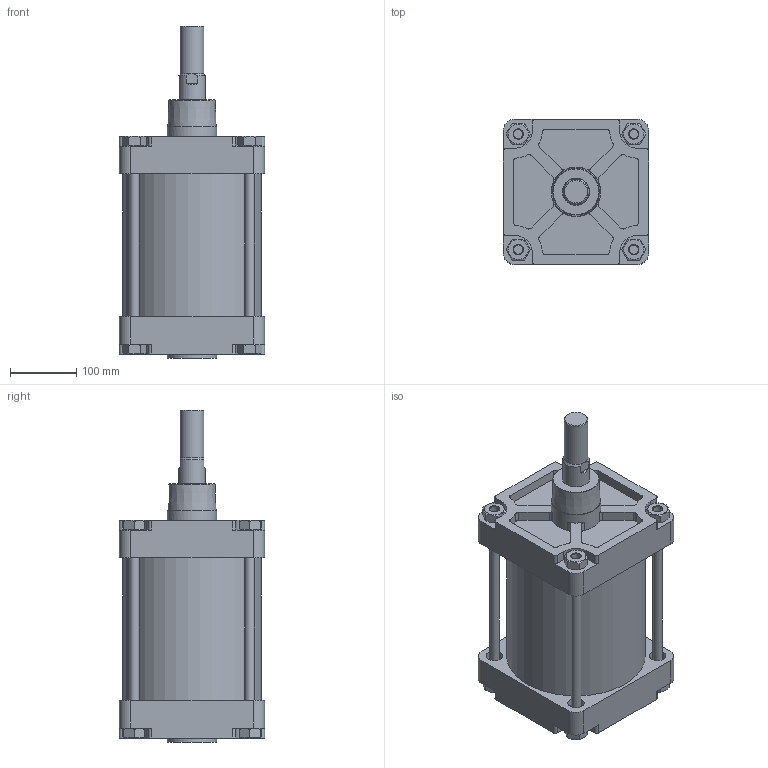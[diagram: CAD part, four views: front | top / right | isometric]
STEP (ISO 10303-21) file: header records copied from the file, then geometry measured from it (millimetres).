
FILE_DESCRIPTION(/* description */ (''),/* implementation_level */ '2;1');
FILE_NAME(/* name */ 'C95SDB200-150.stp',/* time_stamp */ '2018-10-04T15:35:48+10:00',/* author */ ('dwon'),/* organization */ (''),/* preprocessor_version */ 'ST-DEVELOPER v16.13',/* originating_system */ 'Autodesk Inventor 2018',/* authorisation */ '');
FILE_SCHEMA (('AUTOMOTIVE_DESIGN { 1 0 10303 214 3 1 1 }'));
Length unit declared in the file: millimetre
Products named in the file (3): C95SDB200-150 cyl; C95SDB200-150_cyl body; C95SDB200-150_PISTON_ROD
Assembly tree (2 placements, depth 2):
  C95SDB200-150 cyl
    C95SDB200-150_cyl body
    C95SDB200-150_PISTON_ROD
Bounding box: 220 x 220 x 503 mm (x, y, z)
Volume: 7979736.1 mm3; surface area: 996152.4 mm2
Topology: 19 solids, 19 shells, 455 faces, 1056 edges, 681 vertices
Faces by surface type: plane 196, cylinder 173, cone 74, torus 12
Full cylindrical faces by diameter (mm): 8.4 x4, 10 x2, 13.835 x8, 14.6 x4, 16 x8, 18 x2, 20 x1, 24 x8, 24.376 x1, 25 x8, 26 x1, 27 x4, 36 x1, 40 x1, 41 x1, 41.3 x1, 50 x2, 53 x1, 57.6 x1, 63 x1, 75 x2, 180 x2, 195 x2, 196 x1, 199 x4, 200 x5, 210 x1
Entity records: 12494 total; most frequent: CARTESIAN_POINT 2186, DIRECTION 2134, ORIENTED_EDGE 1740, AXIS2_PLACEMENT_3D 904, EDGE_CURVE 870, EDGE_LOOP 700, VERTEX_POINT 656, STYLED_ITEM 457
